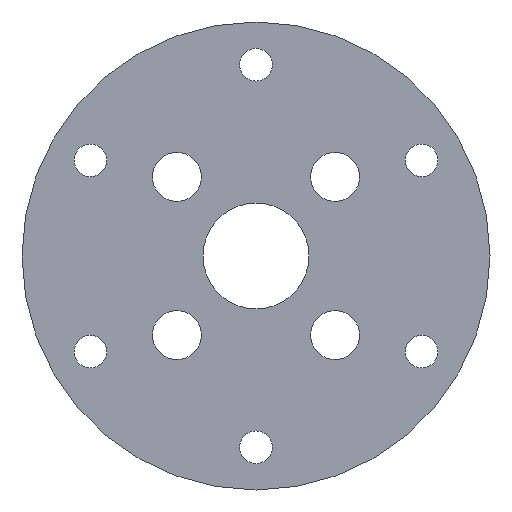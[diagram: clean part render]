
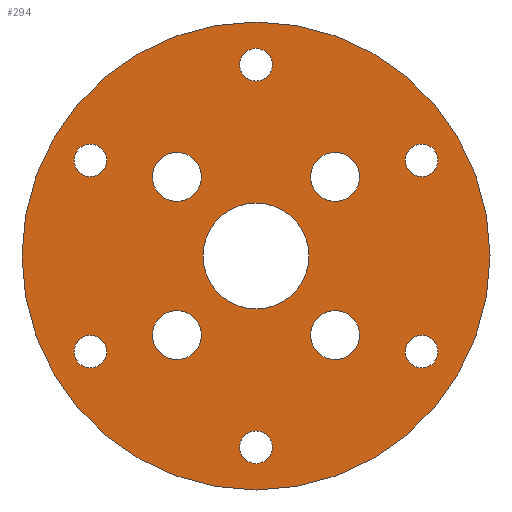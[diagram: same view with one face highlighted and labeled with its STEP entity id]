
A CAD part, front view. The second image highlights one B-rep face of the part: STEP entity #294.
In plain terms, the highlighted planar face has unit normal (0, -1, 0).
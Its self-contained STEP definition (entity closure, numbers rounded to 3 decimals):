
#26=FACE_BOUND('',#78,.T.);
#27=FACE_BOUND('',#79,.T.);
#28=FACE_BOUND('',#80,.T.);
#29=FACE_BOUND('',#81,.T.);
#30=FACE_BOUND('',#82,.T.);
#31=FACE_BOUND('',#83,.T.);
#32=FACE_BOUND('',#84,.T.);
#33=FACE_BOUND('',#85,.T.);
#34=FACE_BOUND('',#86,.T.);
#35=FACE_BOUND('',#87,.T.);
#36=FACE_BOUND('',#88,.T.);
#38=PLANE('',#346);
#52=FACE_OUTER_BOUND('',#77,.T.);
#77=EDGE_LOOP('',(#257));
#78=EDGE_LOOP('',(#258));
#79=EDGE_LOOP('',(#259));
#80=EDGE_LOOP('',(#260));
#81=EDGE_LOOP('',(#261));
#82=EDGE_LOOP('',(#262));
#83=EDGE_LOOP('',(#263));
#84=EDGE_LOOP('',(#264));
#85=EDGE_LOOP('',(#265));
#86=EDGE_LOOP('',(#266));
#87=EDGE_LOOP('',(#267));
#88=EDGE_LOOP('',(#268));
#114=CIRCLE('',#311,2.);
#116=CIRCLE('',#314,2.);
#118=CIRCLE('',#317,2.);
#120=CIRCLE('',#320,2.);
#122=CIRCLE('',#323,2.);
#124=CIRCLE('',#326,2.);
#126=CIRCLE('',#329,3.);
#128=CIRCLE('',#332,3.);
#130=CIRCLE('',#335,3.);
#132=CIRCLE('',#338,3.);
#134=CIRCLE('',#341,6.5);
#136=CIRCLE('',#344,28.75);
#138=VERTEX_POINT('',#441);
#140=VERTEX_POINT('',#447);
#142=VERTEX_POINT('',#453);
#144=VERTEX_POINT('',#459);
#146=VERTEX_POINT('',#465);
#148=VERTEX_POINT('',#471);
#150=VERTEX_POINT('',#477);
#152=VERTEX_POINT('',#483);
#154=VERTEX_POINT('',#489);
#156=VERTEX_POINT('',#495);
#158=VERTEX_POINT('',#501);
#160=VERTEX_POINT('',#507);
#163=EDGE_CURVE('',#138,#138,#114,.T.);
#166=EDGE_CURVE('',#140,#140,#116,.T.);
#169=EDGE_CURVE('',#142,#142,#118,.T.);
#172=EDGE_CURVE('',#144,#144,#120,.T.);
#175=EDGE_CURVE('',#146,#146,#122,.T.);
#178=EDGE_CURVE('',#148,#148,#124,.T.);
#181=EDGE_CURVE('',#150,#150,#126,.T.);
#184=EDGE_CURVE('',#152,#152,#128,.T.);
#187=EDGE_CURVE('',#154,#154,#130,.T.);
#190=EDGE_CURVE('',#156,#156,#132,.T.);
#193=EDGE_CURVE('',#158,#158,#134,.T.);
#196=EDGE_CURVE('',#160,#160,#136,.T.);
#257=ORIENTED_EDGE('',*,*,#196,.F.);
#258=ORIENTED_EDGE('',*,*,#193,.F.);
#259=ORIENTED_EDGE('',*,*,#190,.F.);
#260=ORIENTED_EDGE('',*,*,#187,.F.);
#261=ORIENTED_EDGE('',*,*,#184,.F.);
#262=ORIENTED_EDGE('',*,*,#181,.F.);
#263=ORIENTED_EDGE('',*,*,#178,.F.);
#264=ORIENTED_EDGE('',*,*,#175,.F.);
#265=ORIENTED_EDGE('',*,*,#172,.F.);
#266=ORIENTED_EDGE('',*,*,#169,.F.);
#267=ORIENTED_EDGE('',*,*,#166,.F.);
#268=ORIENTED_EDGE('',*,*,#163,.F.);
#294=ADVANCED_FACE('',(#52,#26,#27,#28,#29,#30,#31,#32,#33,#34,#35,#36),
#38,.F.);
#311=AXIS2_PLACEMENT_3D('',#443,#354,#355);
#314=AXIS2_PLACEMENT_3D('',#449,#361,#362);
#317=AXIS2_PLACEMENT_3D('',#455,#368,#369);
#320=AXIS2_PLACEMENT_3D('',#461,#375,#376);
#323=AXIS2_PLACEMENT_3D('',#467,#382,#383);
#326=AXIS2_PLACEMENT_3D('',#473,#389,#390);
#329=AXIS2_PLACEMENT_3D('',#479,#396,#397);
#332=AXIS2_PLACEMENT_3D('',#485,#403,#404);
#335=AXIS2_PLACEMENT_3D('',#491,#410,#411);
#338=AXIS2_PLACEMENT_3D('',#497,#417,#418);
#341=AXIS2_PLACEMENT_3D('',#503,#424,#425);
#344=AXIS2_PLACEMENT_3D('',#509,#431,#432);
#346=AXIS2_PLACEMENT_3D('',#511,#435,#436);
#354=DIRECTION('center_axis',(0.,-1.,0.));
#355=DIRECTION('ref_axis',(1.,0.,0.));
#361=DIRECTION('center_axis',(0.,-1.,0.));
#362=DIRECTION('ref_axis',(1.,0.,0.));
#368=DIRECTION('center_axis',(0.,-1.,0.));
#369=DIRECTION('ref_axis',(1.,0.,0.));
#375=DIRECTION('center_axis',(0.,-1.,0.));
#376=DIRECTION('ref_axis',(1.,0.,0.));
#382=DIRECTION('center_axis',(0.,-1.,0.));
#383=DIRECTION('ref_axis',(1.,0.,0.));
#389=DIRECTION('center_axis',(0.,-1.,0.));
#390=DIRECTION('ref_axis',(1.,0.,0.));
#396=DIRECTION('center_axis',(0.,-1.,0.));
#397=DIRECTION('ref_axis',(1.,0.,0.));
#403=DIRECTION('center_axis',(0.,-1.,0.));
#404=DIRECTION('ref_axis',(1.,0.,0.));
#410=DIRECTION('center_axis',(0.,-1.,0.));
#411=DIRECTION('ref_axis',(1.,0.,0.));
#417=DIRECTION('center_axis',(0.,-1.,0.));
#418=DIRECTION('ref_axis',(1.,0.,0.));
#424=DIRECTION('center_axis',(0.,-1.,0.));
#425=DIRECTION('ref_axis',(1.,0.,0.));
#431=DIRECTION('center_axis',(0.,1.,0.));
#432=DIRECTION('ref_axis',(1.,0.,0.));
#435=DIRECTION('center_axis',(0.,1.,0.));
#436=DIRECTION('ref_axis',(1.,0.,0.));
#441=CARTESIAN_POINT('',(-22.352,0.,11.75));
#443=CARTESIAN_POINT('Origin',(-20.352,0.,11.75));
#447=CARTESIAN_POINT('',(-2.,0.,23.5));
#449=CARTESIAN_POINT('Origin',(0.,0.,23.5));
#453=CARTESIAN_POINT('',(-22.352,0.,-11.75));
#455=CARTESIAN_POINT('Origin',(-20.352,0.,-11.75));
#459=CARTESIAN_POINT('',(-2.,0.,-23.5));
#461=CARTESIAN_POINT('Origin',(0.,0.,-23.5));
#465=CARTESIAN_POINT('',(18.352,0.,-11.75));
#467=CARTESIAN_POINT('Origin',(20.352,0.,-11.75));
#471=CARTESIAN_POINT('',(18.352,0.,11.75));
#473=CARTESIAN_POINT('Origin',(20.352,0.,11.75));
#477=CARTESIAN_POINT('',(6.723,0.,-9.723));
#479=CARTESIAN_POINT('Origin',(9.723,0.,-9.723));
#483=CARTESIAN_POINT('',(6.723,0.,9.723));
#485=CARTESIAN_POINT('Origin',(9.723,0.,9.723));
#489=CARTESIAN_POINT('',(-12.723,0.,9.723));
#491=CARTESIAN_POINT('Origin',(-9.723,0.,9.723));
#495=CARTESIAN_POINT('',(-12.723,0.,-9.723));
#497=CARTESIAN_POINT('Origin',(-9.723,0.,-9.723));
#501=CARTESIAN_POINT('',(-6.5,0.,0.));
#503=CARTESIAN_POINT('Origin',(0.,0.,0.));
#507=CARTESIAN_POINT('',(-28.75,0.,0.));
#509=CARTESIAN_POINT('Origin',(0.,0.,0.));
#511=CARTESIAN_POINT('Origin',(0.,0.,0.));
